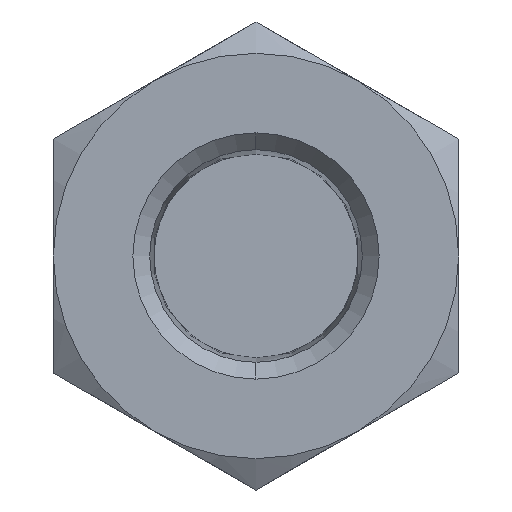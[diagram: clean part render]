
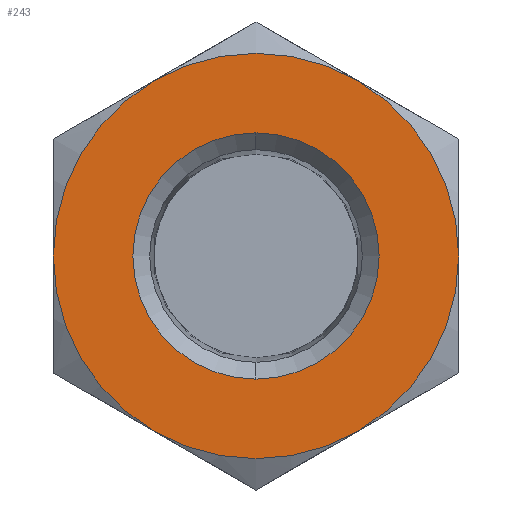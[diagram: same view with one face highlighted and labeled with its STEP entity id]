
A CAD part, left-side view. The second image highlights one B-rep face of the part: STEP entity #243.
In plain terms, the highlighted planar face has unit normal (-1, 0, 0).
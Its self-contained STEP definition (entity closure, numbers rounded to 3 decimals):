
#123=CARTESIAN_POINT('POINT9',(0.,0.,
   -10.612));
#124=VERTEX_POINT('VERTEX9',#123);
#131=CARTESIAN_POINT('POINT10',(0.,
   0.,10.612));
#132=VERTEX_POINT('VERTEX10',#131);
#133=CARTESIAN_POINT('POS14',(0.,0.,0.));
#134=DIRECTION('DIR22',(1.,0.,0.));
#135=DIRECTION('DIR23',(0.,0.,-1.));
#136=AXIS2_PLACEMENT_3D('AXIS9',#133,#134,#135);
#137=CIRCLE('ELLIPSE5',#136,10.612);
#138=EDGE_CURVE('EDGE14',#132,#124,#137,.T.);
#158=EDGE_CURVE('EDGE16',#124,#132,#137,.T.);
#203=ORIENTED_EDGE('COEDGE37',*,*,#158,.T.);
#204=ORIENTED_EDGE('COEDGE38',*,*,#138,.T.);
#205=EDGE_LOOP('NONE',(#203,#204));
#206=FACE_BOUND('LOOP1',#205,.T.);
#207=CARTESIAN_POINT('POINT13',(0.,8.731,
   -15.123));
#208=VERTEX_POINT('VERTEX13',#207);
#209=CARTESIAN_POINT('POINT14',(0.,
   -8.731,-15.123));
#210=VERTEX_POINT('VERTEX14',#209);
#211=CARTESIAN_POINT('POS21',(0.,0.,0.));
#212=DIRECTION('DIR33',(-1.,0.,0.));
#213=DIRECTION('DIR34',(0.,1.,
   0.));
#214=AXIS2_PLACEMENT_3D('AXIS13',#211,#212,#213);
#215=CIRCLE('ELLIPSE7',#214,17.463);
#216=EDGE_CURVE('EDGE21',#208,#210,#215,.T.);
#217=ORIENTED_EDGE('COEDGE39',*,*,#216,.T.);
#218=CARTESIAN_POINT('POINT15',(0.,-17.463,
   0.));
#219=VERTEX_POINT('VERTEX15',#218);
#220=EDGE_CURVE('EDGE22',#210,#219,#215,.T.);
#221=ORIENTED_EDGE('COEDGE40',*,*,#220,.T.);
#222=CARTESIAN_POINT('POINT16',(0.,-8.731,
   15.123));
#223=VERTEX_POINT('VERTEX16',#222);
#224=EDGE_CURVE('EDGE23',#219,#223,#215,.T.);
#225=ORIENTED_EDGE('COEDGE41',*,*,#224,.T.);
#226=CARTESIAN_POINT('POINT17',(0.,8.731,
   15.123));
#227=VERTEX_POINT('VERTEX17',#226);
#228=EDGE_CURVE('EDGE24',#223,#227,#215,.T.);
#229=ORIENTED_EDGE('COEDGE42',*,*,#228,.T.);
#230=CARTESIAN_POINT('POINT18',(0.,17.463,
   0.));
#231=VERTEX_POINT('VERTEX18',#230);
#232=EDGE_CURVE('EDGE25',#227,#231,#215,.T.);
#233=ORIENTED_EDGE('COEDGE43',*,*,#232,.T.);
#234=EDGE_CURVE('EDGE26',#231,#208,#215,.T.);
#235=ORIENTED_EDGE('COEDGE44',*,*,#234,.T.);
#236=EDGE_LOOP('NONE',(#217,#221,#225,#229,#233,#235));
#237=FACE_BOUND('LOOP1',#236,.T.);
#238=CARTESIAN_POINT('POS22',(0.,0.,
   -8.731));
#239=DIRECTION('DIR35',(-1.,0.,0.));
#240=DIRECTION('DIR36',(0.,1.,0.));
#241=AXIS2_PLACEMENT_3D('AXIS14',#238,#239,#240);
#242=PLANE('PLANE3',#241);
#243=ADVANCED_FACE('FACE11',(#206,#237),#242,.T.);
